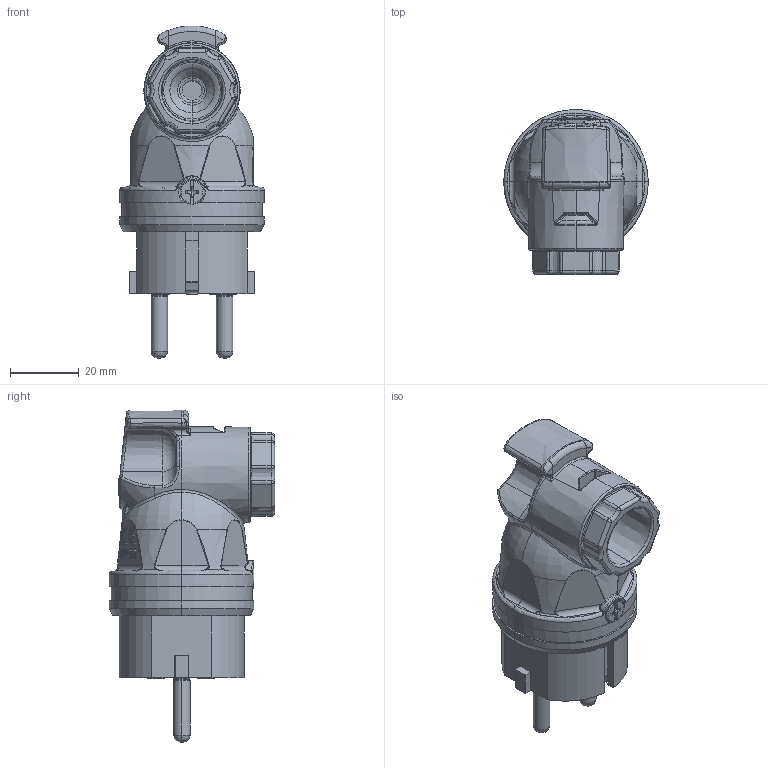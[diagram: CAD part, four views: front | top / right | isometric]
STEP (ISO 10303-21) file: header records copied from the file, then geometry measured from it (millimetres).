
FILE_DESCRIPTION (( 'STEP AP203' ), '1' );
FILE_NAME ('05821-s,05822-s.STEP', '2021-06-28T11:14:32', ( '' ), ( '' ), 'SwSTEP 2.0', 'SolidWorks 2021', '' );
FILE_SCHEMA (( 'CONFIG_CONTROL_DESIGN' ));
Length unit declared in the file: millimetre
Products named in the file (1): 05821-s,05822-s
Bounding box: 42 x 48 x 96.51 mm (x, y, z)
Volume: 73053.3 mm3; surface area: 15326.7 mm2
Topology: 1 solids, 1 shells, 1029 faces, 2666 edges, 1647 vertices
Faces by surface type: plane 461, bspline 297, cylinder 122, torus 76, cone 53, sphere 20
Entity records: 42999 total; most frequent: CARTESIAN_POINT 20131, ORIENTED_EDGE 5268, DIRECTION 3965, EDGE_CURVE 2634, VERTEX_POINT 1647, LINE 1327, VECTOR 1327, AXIS2_PLACEMENT_3D 1319
